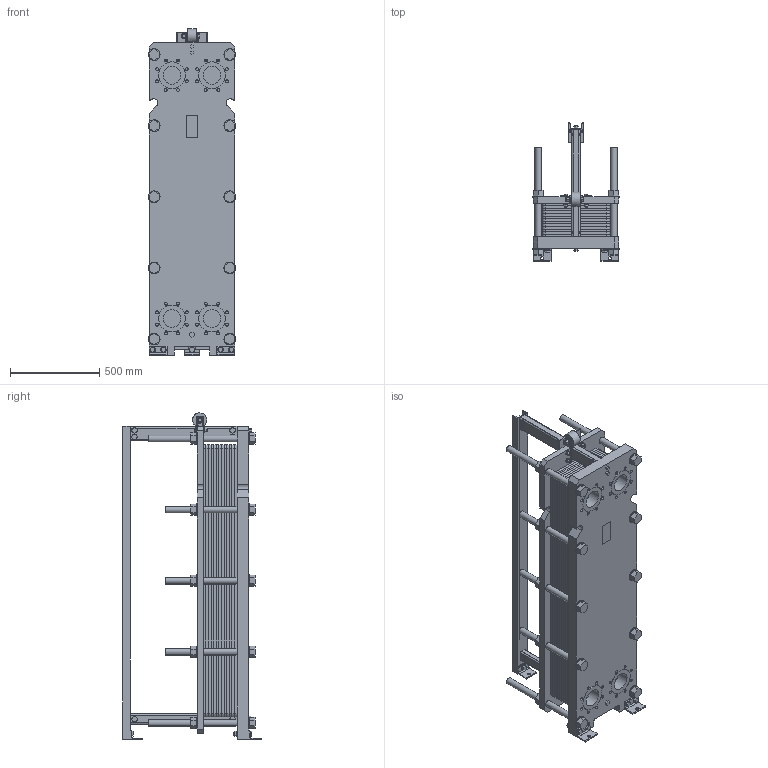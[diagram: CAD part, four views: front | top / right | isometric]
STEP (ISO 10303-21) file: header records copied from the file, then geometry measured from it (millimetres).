
FILE_DESCRIPTION(/* description */ (''),/* implementation_level */ '2;1');
FILE_NAME(/* name */ '3d_RLG-51-65-P10-8128600.stp',/* time_stamp */ '2020-07-27T08:31:37+02:00',/* author */ ('Andrzej'),/* organization */ (''),/* preprocessor_version */ 'ST-DEVELOPER v16.13',/* originating_system */ 'AutoCAD Mechanical',/* authorisation */ '');
FILE_SCHEMA (('AUTOMOTIVE_DESIGN { 1 0 10303 214 3 1 1 }'));
Length unit declared in the file: millimetre
Products named in the file (1): Product
Bounding box: 490.9 x 775 x 1829.98 mm (x, y, z)
Volume: 198664824.5 mm3; surface area: 21456059.7 mm2
Topology: 15 solids, 17 shells, 848 faces, 2728 edges, 2633 vertices
Faces by surface type: plane 611, cylinder 237
Full cylindrical faces by diameter (mm): 12 x4, 16 x37, 18 x3, 20 x1, 24 x8, 30 x31, 36 x20, 37 x2, 66 x20, 80 x1, 100 x4, 150 x4
Entity records: 29885 total; most frequent: CARTESIAN_POINT 6311, DIRECTION 5052, ORIENTED_EDGE 3880, EDGE_CURVE 1940, LINE 1738, VECTOR 1738, AXIS2_PLACEMENT_3D 1657, VERTEX_POINT 1356
